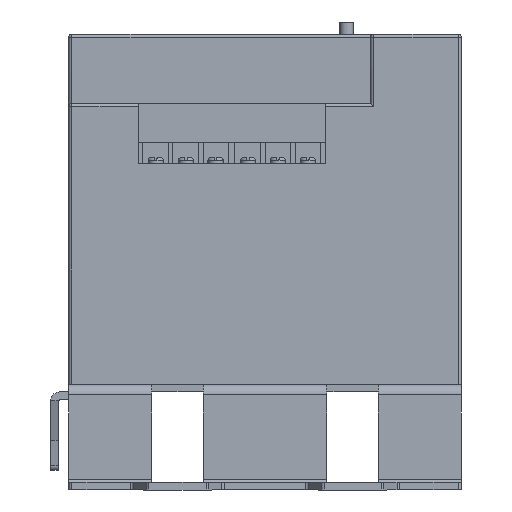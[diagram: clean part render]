
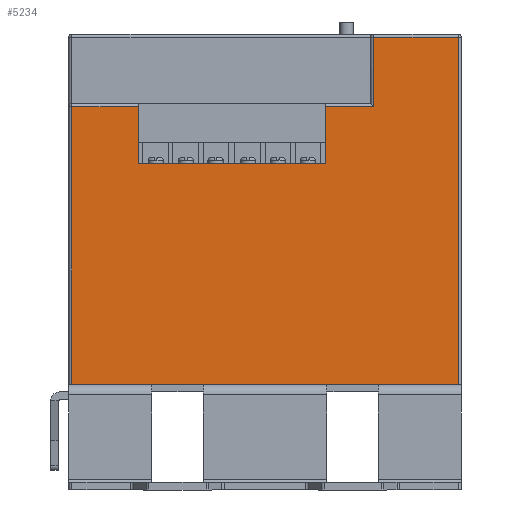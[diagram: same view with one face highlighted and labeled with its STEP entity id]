
A CAD part, front view. The second image highlights one B-rep face of the part: STEP entity #5234.
In plain terms, the highlighted planar face has unit normal (0, -1, 0).
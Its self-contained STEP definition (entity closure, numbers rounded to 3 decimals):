
#507 = VERTEX_POINT ( 'NONE', #2064 ) ;
#574 = VECTOR ( 'NONE', #12954, 1000. ) ;
#856 = VECTOR ( 'NONE', #4297, 1000. ) ;
#866 = DIRECTION ( 'NONE',  ( 1., 0., 0. ) ) ;
#1031 = VERTEX_POINT ( 'NONE', #14064 ) ;
#1601 = LINE ( 'NONE', #11780, #6636 ) ;
#2052 = DIRECTION ( 'NONE',  ( 0., 0., -1. ) ) ;
#2064 = CARTESIAN_POINT ( 'NONE',  ( 129., -87.5, -58. ) ) ;
#2420 = CARTESIAN_POINT ( 'NONE',  ( 84.923, -87.5, 34. ) ) ;
#2606 = FACE_OUTER_BOUND ( 'NONE', #3590, .T. ) ;
#2622 = VECTOR ( 'NONE', #9629, 1000. ) ;
#2784 = PLANE ( 'NONE',  #13352 ) ;
#2859 = DIRECTION ( 'NONE',  ( 0., 0., 1. ) ) ;
#2898 = EDGE_CURVE ( 'NONE', #7335, #4897, #16204, .T. ) ;
#3240 = DIRECTION ( 'NONE',  ( -1., 0., 0. ) ) ;
#3471 = VECTOR ( 'NONE', #16572, 1000. ) ;
#3590 = EDGE_LOOP ( 'NONE', ( #4617, #16177, #13719, #6694, #10799, #13008, #11906, #12373, #4822, #7733, #3711, #12503 ) ) ;
#3711 = ORIENTED_EDGE ( 'NONE', *, *, #5250, .F. ) ;
#3754 = DIRECTION ( 'NONE',  ( -1., 0., 0. ) ) ;
#3893 = CARTESIAN_POINT ( 'NONE',  ( 129., -87.5, 58. ) ) ;
#4234 = EDGE_CURVE ( 'NONE', #9710, #1031, #10927, .T. ) ;
#4297 = DIRECTION ( 'NONE',  ( 0., 0., -1. ) ) ;
#4354 = EDGE_CURVE ( 'NONE', #7186, #15829, #11179, .T. ) ;
#4462 = CARTESIAN_POINT ( 'NONE',  ( 84.923, -87.5, 58. ) ) ;
#4464 = VECTOR ( 'NONE', #2052, 1000. ) ;
#4494 = CARTESIAN_POINT ( 'NONE',  ( 23., -87.5, 23. ) ) ;
#4617 = ORIENTED_EDGE ( 'NONE', *, *, #9153, .F. ) ;
#4698 = CARTESIAN_POINT ( 'NONE',  ( 1., -87.5, -58. ) ) ;
#4822 = ORIENTED_EDGE ( 'NONE', *, *, #6684, .T. ) ;
#4825 = CARTESIAN_POINT ( 'NONE',  ( 85., -87.5, 15. ) ) ;
#4897 = VERTEX_POINT ( 'NONE', #9118 ) ;
#4930 = LINE ( 'NONE', #15293, #15289 ) ;
#4970 = CARTESIAN_POINT ( 'NONE',  ( 85., -87.5, 23. ) ) ;
#5234 = ADVANCED_FACE ( 'NONE', ( #2606 ), #2784, .F. ) ;
#5250 = EDGE_CURVE ( 'NONE', #12719, #9710, #1601, .T. ) ;
#5492 = VERTEX_POINT ( 'NONE', #2420 ) ;
#5671 = LINE ( 'NONE', #4494, #4464 ) ;
#5833 = LINE ( 'NONE', #14517, #9313 ) ;
#6494 = EDGE_CURVE ( 'NONE', #12532, #12719, #15007, .T. ) ;
#6568 = DIRECTION ( 'NONE',  ( 0., 1., 0. ) ) ;
#6636 = VECTOR ( 'NONE', #10438, 1000. ) ;
#6684 = EDGE_CURVE ( 'NONE', #5492, #1031, #9602, .T. ) ;
#6694 = ORIENTED_EDGE ( 'NONE', *, *, #12383, .F. ) ;
#6837 = VERTEX_POINT ( 'NONE', #8750 ) ;
#6876 = VECTOR ( 'NONE', #10368, 1000. ) ;
#7186 = VERTEX_POINT ( 'NONE', #15983 ) ;
#7196 = CARTESIAN_POINT ( 'NONE',  ( 23., -87.5, 15. ) ) ;
#7335 = VERTEX_POINT ( 'NONE', #13866 ) ;
#7681 = LINE ( 'NONE', #3893, #6876 ) ;
#7733 = ORIENTED_EDGE ( 'NONE', *, *, #4234, .F. ) ;
#7754 = CARTESIAN_POINT ( 'NONE',  ( 130., -87.5, 58. ) ) ;
#7824 = CARTESIAN_POINT ( 'NONE',  ( 101., -87.5, 58. ) ) ;
#8147 = EDGE_CURVE ( 'NONE', #507, #7335, #7681, .T. ) ;
#8548 = EDGE_CURVE ( 'NONE', #4897, #6837, #11526, .T. ) ;
#8585 = VECTOR ( 'NONE', #16072, 1000. ) ;
#8733 = VERTEX_POINT ( 'NONE', #9675 ) ;
#8750 = CARTESIAN_POINT ( 'NONE',  ( 101., -87.5, 34. ) ) ;
#9118 = CARTESIAN_POINT ( 'NONE',  ( 101., -87.5, 57. ) ) ;
#9153 = EDGE_CURVE ( 'NONE', #8733, #12532, #5671, .T. ) ;
#9313 = VECTOR ( 'NONE', #3240, 1000. ) ;
#9602 = LINE ( 'NONE', #4462, #856 ) ;
#9629 = DIRECTION ( 'NONE',  ( -1., 0., 0. ) ) ;
#9675 = CARTESIAN_POINT ( 'NONE',  ( 23., -87.5, 34. ) ) ;
#9710 = VERTEX_POINT ( 'NONE', #4970 ) ;
#9838 = LINE ( 'NONE', #9928, #3471 ) ;
#9928 = CARTESIAN_POINT ( 'NONE',  ( 130., -87.5, 34. ) ) ;
#10368 = DIRECTION ( 'NONE',  ( 0., 0., 1. ) ) ;
#10438 = DIRECTION ( 'NONE',  ( 0., 0., 1. ) ) ;
#10799 = ORIENTED_EDGE ( 'NONE', *, *, #8147, .T. ) ;
#10927 = LINE ( 'NONE', #14564, #8585 ) ;
#11179 = LINE ( 'NONE', #4698, #15306 ) ;
#11332 = EDGE_CURVE ( 'NONE', #8733, #7186, #9838, .T. ) ;
#11526 = LINE ( 'NONE', #7824, #574 ) ;
#11780 = CARTESIAN_POINT ( 'NONE',  ( 85., -87.5, 23. ) ) ;
#11906 = ORIENTED_EDGE ( 'NONE', *, *, #8548, .T. ) ;
#12373 = ORIENTED_EDGE ( 'NONE', *, *, #15269, .T. ) ;
#12383 = EDGE_CURVE ( 'NONE', #507, #15829, #4930, .T. ) ;
#12503 = ORIENTED_EDGE ( 'NONE', *, *, #6494, .F. ) ;
#12532 = VERTEX_POINT ( 'NONE', #7196 ) ;
#12719 = VERTEX_POINT ( 'NONE', #4825 ) ;
#12954 = DIRECTION ( 'NONE',  ( 0., 0., -1. ) ) ;
#13008 = ORIENTED_EDGE ( 'NONE', *, *, #2898, .T. ) ;
#13285 = VECTOR ( 'NONE', #866, 1000. ) ;
#13352 = AXIS2_PLACEMENT_3D ( 'NONE', #7754, #6568, #2859 ) ;
#13552 = DIRECTION ( 'NONE',  ( 0., 0., -1. ) ) ;
#13719 = ORIENTED_EDGE ( 'NONE', *, *, #4354, .T. ) ;
#13866 = CARTESIAN_POINT ( 'NONE',  ( 129., -87.5, 57. ) ) ;
#14064 = CARTESIAN_POINT ( 'NONE',  ( 84.923, -87.5, 23. ) ) ;
#14517 = CARTESIAN_POINT ( 'NONE',  ( 130., -87.5, 34. ) ) ;
#14564 = CARTESIAN_POINT ( 'NONE',  ( 23., -87.5, 23. ) ) ;
#15007 = LINE ( 'NONE', #15179, #13285 ) ;
#15179 = CARTESIAN_POINT ( 'NONE',  ( 23., -87.5, 15. ) ) ;
#15269 = EDGE_CURVE ( 'NONE', #6837, #5492, #5833, .T. ) ;
#15289 = VECTOR ( 'NONE', #3754, 1000. ) ;
#15293 = CARTESIAN_POINT ( 'NONE',  ( 130., -87.5, -58. ) ) ;
#15306 = VECTOR ( 'NONE', #13552, 1000. ) ;
#15829 = VERTEX_POINT ( 'NONE', #16012 ) ;
#15983 = CARTESIAN_POINT ( 'NONE',  ( 1., -87.5, 34. ) ) ;
#16012 = CARTESIAN_POINT ( 'NONE',  ( 1., -87.5, -58. ) ) ;
#16072 = DIRECTION ( 'NONE',  ( -1., 0., 0. ) ) ;
#16112 = CARTESIAN_POINT ( 'NONE',  ( 130., -87.5, 57. ) ) ;
#16177 = ORIENTED_EDGE ( 'NONE', *, *, #11332, .T. ) ;
#16204 = LINE ( 'NONE', #16112, #2622 ) ;
#16572 = DIRECTION ( 'NONE',  ( -1., 0., 0. ) ) ;
